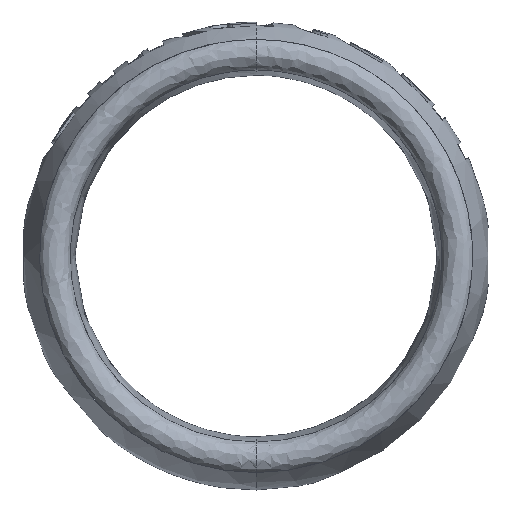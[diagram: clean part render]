
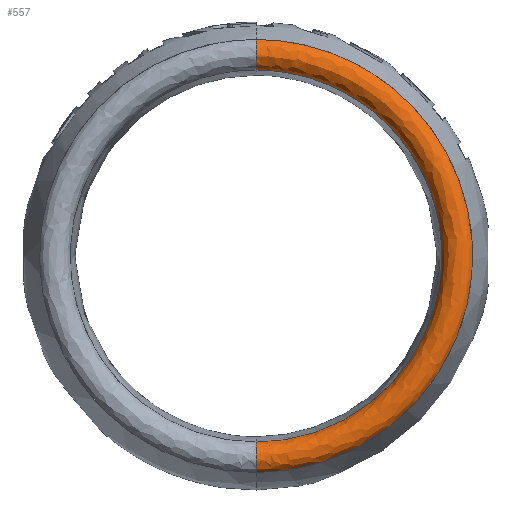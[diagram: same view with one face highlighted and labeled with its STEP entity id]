
A CAD part, front view. The second image highlights one B-rep face of the part: STEP entity #557.
In plain terms, the highlighted free-form (B-spline) face has degree [3, 3] with [4, 4] control points.
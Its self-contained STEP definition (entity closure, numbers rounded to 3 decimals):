
#557 = ADVANCED_FACE('',(#558),#595,.T.);
#558 = FACE_BOUND('',#559,.T.);
#559 = EDGE_LOOP('',(#560,#571,#579,#589));
#560 = ORIENTED_EDGE('',*,*,#561,.T.);
#561 = EDGE_CURVE('',#562,#564,#566,.T.);
#562 = VERTEX_POINT('',#563);
#563 = CARTESIAN_POINT('',(0.,0.674,
    -17.75));
#564 = VERTEX_POINT('',#565);
#565 = CARTESIAN_POINT('',(0.,0.674,
    17.75));
#566 = ( BOUNDED_CURVE() B_SPLINE_CURVE(3,(#567,#568,#569,#570),
.UNSPECIFIED.,.F.,.F.) B_SPLINE_CURVE_WITH_KNOTS((4,4),(0.,1.),
.PIECEWISE_BEZIER_KNOTS.) CURVE() GEOMETRIC_REPRESENTATION_ITEM() 
RATIONAL_B_SPLINE_CURVE((0.929,0.31,0.31,
0.929)) REPRESENTATION_ITEM('') );
#567 = CARTESIAN_POINT('',(0.,0.674,-17.75));
#568 = CARTESIAN_POINT('',(35.501,0.674,
    -17.75));
#569 = CARTESIAN_POINT('',(35.501,0.674,
    17.75));
#570 = CARTESIAN_POINT('',(0.,0.674,17.75));
#571 = ORIENTED_EDGE('',*,*,#572,.T.);
#572 = EDGE_CURVE('',#564,#573,#575,.T.);
#573 = VERTEX_POINT('',#574);
#574 = CARTESIAN_POINT('',(0.,1.112,
    15.257));
#575 = ( BOUNDED_CURVE() B_SPLINE_CURVE(2,(#576,#577,#578),
.UNSPECIFIED.,.F.,.F.) B_SPLINE_CURVE_WITH_KNOTS((3,3),(0.,
2.442),.PIECEWISE_BEZIER_KNOTS.) CURVE() 
GEOMETRIC_REPRESENTATION_ITEM() RATIONAL_B_SPLINE_CURVE((1.,
0.343,1.)) REPRESENTATION_ITEM('') );
#576 = CARTESIAN_POINT('',(0.,0.674,
    17.75));
#577 = CARTESIAN_POINT('',(0.,-2.525,
    15.903));
#578 = CARTESIAN_POINT('',(0.,1.112,
    15.257));
#579 = ORIENTED_EDGE('',*,*,#580,.F.);
#580 = EDGE_CURVE('',#581,#573,#583,.T.);
#581 = VERTEX_POINT('',#582);
#582 = CARTESIAN_POINT('',(0.,1.112,
    -15.257));
#583 = ( BOUNDED_CURVE() B_SPLINE_CURVE(2,(#584,#585,#586,#587,#588),
.UNSPECIFIED.,.F.,.F.) B_SPLINE_CURVE_WITH_KNOTS((3,2,3),(
    0.,1.571,3.142),
.PIECEWISE_BEZIER_KNOTS.) CURVE() GEOMETRIC_REPRESENTATION_ITEM() 
RATIONAL_B_SPLINE_CURVE((1.,0.707,1.,0.707,1.)) 
REPRESENTATION_ITEM('') );
#584 = CARTESIAN_POINT('',(0.,1.112,
    -15.257));
#585 = CARTESIAN_POINT('',(15.257,1.112,
    -15.257));
#586 = CARTESIAN_POINT('',(15.257,1.112,
    0.));
#587 = CARTESIAN_POINT('',(15.257,1.112,
    15.257));
#588 = CARTESIAN_POINT('',(0.,1.112,
    15.257));
#589 = ORIENTED_EDGE('',*,*,#590,.T.);
#590 = EDGE_CURVE('',#581,#562,#591,.T.);
#591 = ( BOUNDED_CURVE() B_SPLINE_CURVE(2,(#592,#593,#594),
.UNSPECIFIED.,.F.,.F.) B_SPLINE_CURVE_WITH_KNOTS((3,3),(0.,
2.442),.PIECEWISE_BEZIER_KNOTS.) CURVE() 
GEOMETRIC_REPRESENTATION_ITEM() RATIONAL_B_SPLINE_CURVE((1.,
0.343,1.)) REPRESENTATION_ITEM('') );
#592 = CARTESIAN_POINT('',(0.,1.112,
    -15.257));
#593 = CARTESIAN_POINT('',(0.,-2.525,
    -15.903));
#594 = CARTESIAN_POINT('',(0.,0.674,
    -17.75));
#595 = ( BOUNDED_SURFACE() B_SPLINE_SURFACE(3,3,(
    (#596,#597,#598,#599)
    ,(#600,#601,#602,#603)
    ,(#604,#605,#606,#607)
    ,(#608,#609,#610,#611
)),.UNSPECIFIED.,.F.,.F.,.F.) B_SPLINE_SURFACE_WITH_KNOTS((4,4),(4,4),(
    0.,1.),(0.,1.),.PIECEWISE_BEZIER_KNOTS.) 
GEOMETRIC_REPRESENTATION_ITEM() RATIONAL_B_SPLINE_SURFACE((
    (1.,0.333,0.333,1.)
    ,(0.498,0.166,0.166,0.498)
    ,(0.498,0.166,0.166,0.498)
,(1.,0.333,0.333,1.
))) REPRESENTATION_ITEM('') SURFACE() );
#596 = CARTESIAN_POINT('',(0.,1.245,-15.24));
#597 = CARTESIAN_POINT('',(30.48,1.245,
    -15.24));
#598 = CARTESIAN_POINT('',(30.48,1.245,
    15.24));
#599 = CARTESIAN_POINT('',(0.,1.245,15.24));
#600 = CARTESIAN_POINT('',(0.,-0.497,-15.373));
#601 = CARTESIAN_POINT('',(30.745,-0.497,
    -15.373));
#602 = CARTESIAN_POINT('',(30.745,-0.497,
    15.373));
#603 = CARTESIAN_POINT('',(0.,-0.497,15.373));
#604 = CARTESIAN_POINT('',(0.,-0.799,-17.093));
#605 = CARTESIAN_POINT('',(34.187,-0.799,
    -17.093));
#606 = CARTESIAN_POINT('',(34.187,-0.799,
    17.093));
#607 = CARTESIAN_POINT('',(0.,-0.799,17.093));
#608 = CARTESIAN_POINT('',(0.,0.794,-17.812));
#609 = CARTESIAN_POINT('',(35.623,0.794,
    -17.812));
#610 = CARTESIAN_POINT('',(35.623,0.794,
    17.812));
#611 = CARTESIAN_POINT('',(0.,0.794,17.812));
